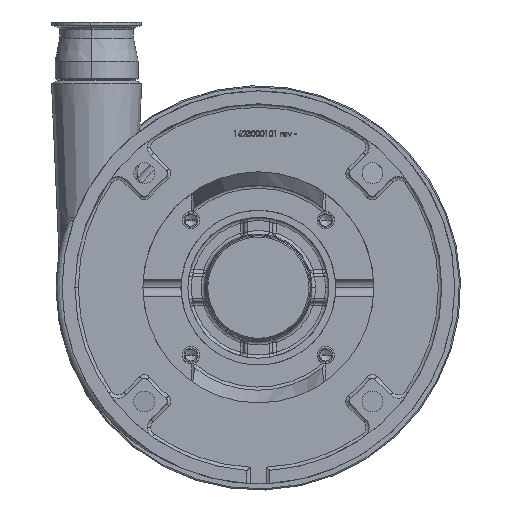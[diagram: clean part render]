
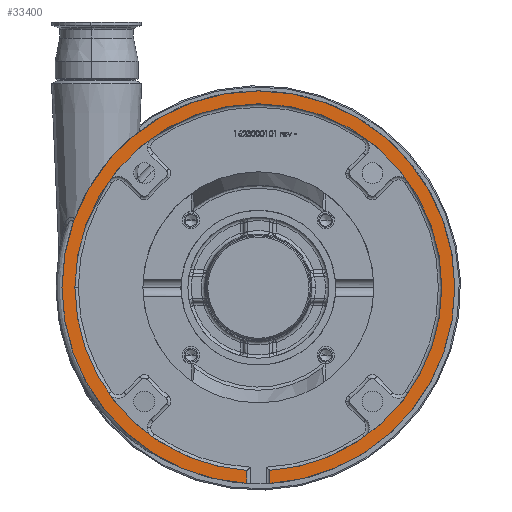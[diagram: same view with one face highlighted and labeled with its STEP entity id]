
A CAD part, top view. The second image highlights one B-rep face of the part: STEP entity #33400.
In plain terms, the highlighted planar face has unit normal (0, 0, 1).
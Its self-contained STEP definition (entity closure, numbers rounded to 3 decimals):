
#486 = VECTOR ( 'NONE', #32748, 1000. ) ;
#729 = EDGE_CURVE ( 'NONE', #10063, #14011, #26686, .T. ) ;
#881 = AXIS2_PLACEMENT_3D ( 'NONE', #26639, #1626, #26842 ) ;
#1173 = LINE ( 'NONE', #13446, #10265 ) ;
#1626 = DIRECTION ( 'NONE',  ( 0., 0., 1. ) ) ;
#1761 = DIRECTION ( 'NONE',  ( 0., 0., 1. ) ) ;
#1822 = FACE_OUTER_BOUND ( 'NONE', #30788, .T. ) ;
#2014 = PLANE ( 'NONE',  #12443 ) ;
#2303 = DIRECTION ( 'NONE',  ( 0., 0., 1. ) ) ;
#4262 = DIRECTION ( 'NONE',  ( 0., 0., 1. ) ) ;
#4456 = DIRECTION ( 'NONE',  ( 1., 0., 0. ) ) ;
#5068 = CARTESIAN_POINT ( 'NONE',  ( 10., -169.706, 0. ) ) ;
#6038 = CIRCLE ( 'NONE', #10543, 158.8 ) ;
#7494 = CARTESIAN_POINT ( 'NONE',  ( -10., -158.485, 0. ) ) ;
#9176 = VERTEX_POINT ( 'NONE', #20423 ) ;
#9389 = CARTESIAN_POINT ( 'NONE',  ( 0., 0., 0. ) ) ;
#9399 = CIRCLE ( 'NONE', #35867, 158.8 ) ;
#9989 = AXIS2_PLACEMENT_3D ( 'NONE', #29695, #4262, #4456 ) ;
#10063 = VERTEX_POINT ( 'NONE', #35360 ) ;
#10265 = VECTOR ( 'NONE', #25787, 1000. ) ;
#10457 = ORIENTED_EDGE ( 'NONE', *, *, #22429, .F. ) ;
#10543 = AXIS2_PLACEMENT_3D ( 'NONE', #9389, #15440, #39684 ) ;
#12032 = ORIENTED_EDGE ( 'NONE', *, *, #33457, .T. ) ;
#12443 = AXIS2_PLACEMENT_3D ( 'NONE', #29465, #23412, #17366 ) ;
#12851 = CARTESIAN_POINT ( 'NONE',  ( 170., 0., 0. ) ) ;
#13438 = CARTESIAN_POINT ( 'NONE',  ( 0., 0., 0. ) ) ;
#13446 = CARTESIAN_POINT ( 'NONE',  ( 10., -158.485, 0. ) ) ;
#13838 = DIRECTION ( 'NONE',  ( 1., 0., 0. ) ) ;
#14011 = VERTEX_POINT ( 'NONE', #14408 ) ;
#14090 = CARTESIAN_POINT ( 'NONE',  ( 0., 0., 0. ) ) ;
#14408 = CARTESIAN_POINT ( 'NONE',  ( -10., -169.706, 0. ) ) ;
#14580 = DIRECTION ( 'NONE',  ( 1., 0., 0. ) ) ;
#14632 = CIRCLE ( 'NONE', #39159, 170. ) ;
#14907 = VERTEX_POINT ( 'NONE', #18975 ) ;
#14979 = ORIENTED_EDGE ( 'NONE', *, *, #28165, .F. ) ;
#15139 = CIRCLE ( 'NONE', #9989, 158.8 ) ;
#15440 = DIRECTION ( 'NONE',  ( 0., 0., 1. ) ) ;
#16356 = ORIENTED_EDGE ( 'NONE', *, *, #24604, .T. ) ;
#17366 = DIRECTION ( 'NONE',  ( -1., 0., 0. ) ) ;
#18061 = EDGE_CURVE ( 'NONE', #30979, #32213, #36689, .T. ) ;
#18297 = CIRCLE ( 'NONE', #881, 170. ) ;
#18975 = CARTESIAN_POINT ( 'NONE',  ( 158.8, 0., 0. ) ) ;
#20423 = CARTESIAN_POINT ( 'NONE',  ( 10., -158.485, 0. ) ) ;
#20796 = EDGE_CURVE ( 'NONE', #14907, #28163, #15139, .T. ) ;
#22429 = EDGE_CURVE ( 'NONE', #9176, #14907, #9399, .T. ) ;
#23405 = DIRECTION ( 'NONE',  ( 1., 0., 0. ) ) ;
#23412 = DIRECTION ( 'NONE',  ( 0., 0., -1. ) ) ;
#23637 = ORIENTED_EDGE ( 'NONE', *, *, #18061, .T. ) ;
#24604 = EDGE_CURVE ( 'NONE', #32213, #37855, #14632, .T. ) ;
#25787 = DIRECTION ( 'NONE',  ( 0., 1., 0. ) ) ;
#26435 = DIRECTION ( 'NONE',  ( 0., 0., 1. ) ) ;
#26639 = CARTESIAN_POINT ( 'NONE',  ( 0., 0., 0. ) ) ;
#26686 = LINE ( 'NONE', #7494, #486 ) ;
#26842 = DIRECTION ( 'NONE',  ( 1., 0., 0. ) ) ;
#27282 = ORIENTED_EDGE ( 'NONE', *, *, #729, .F. ) ;
#28163 = VERTEX_POINT ( 'NONE', #31638 ) ;
#28165 = EDGE_CURVE ( 'NONE', #30979, #9176, #1173, .T. ) ;
#29465 = CARTESIAN_POINT ( 'NONE',  ( 0., 158.8, 0. ) ) ;
#29695 = CARTESIAN_POINT ( 'NONE',  ( 0., 0., 0. ) ) ;
#29951 = CARTESIAN_POINT ( 'NONE',  ( 0., 0., 0. ) ) ;
#29977 = AXIS2_PLACEMENT_3D ( 'NONE', #29951, #2303, #14580 ) ;
#30186 = CARTESIAN_POINT ( 'NONE',  ( -170., 0., 0. ) ) ;
#30788 = EDGE_LOOP ( 'NONE', ( #10457, #14979, #23637, #16356, #12032, #27282, #38142, #31390 ) ) ;
#30979 = VERTEX_POINT ( 'NONE', #5068 ) ;
#31390 = ORIENTED_EDGE ( 'NONE', *, *, #20796, .F. ) ;
#31638 = CARTESIAN_POINT ( 'NONE',  ( -158.8, 0., 0. ) ) ;
#32213 = VERTEX_POINT ( 'NONE', #12851 ) ;
#32748 = DIRECTION ( 'NONE',  ( 0., -1., 0. ) ) ;
#33400 = ADVANCED_FACE ( 'NONE', ( #1822 ), #2014, .F. ) ;
#33457 = EDGE_CURVE ( 'NONE', #37855, #14011, #18297, .T. ) ;
#33803 = EDGE_CURVE ( 'NONE', #28163, #10063, #6038, .T. ) ;
#35360 = CARTESIAN_POINT ( 'NONE',  ( -10., -158.485, 0. ) ) ;
#35867 = AXIS2_PLACEMENT_3D ( 'NONE', #13438, #1761, #13838 ) ;
#36689 = CIRCLE ( 'NONE', #29977, 170. ) ;
#37855 = VERTEX_POINT ( 'NONE', #30186 ) ;
#38142 = ORIENTED_EDGE ( 'NONE', *, *, #33803, .F. ) ;
#39159 = AXIS2_PLACEMENT_3D ( 'NONE', #14090, #26435, #23405 ) ;
#39684 = DIRECTION ( 'NONE',  ( 1., 0., 0. ) ) ;
